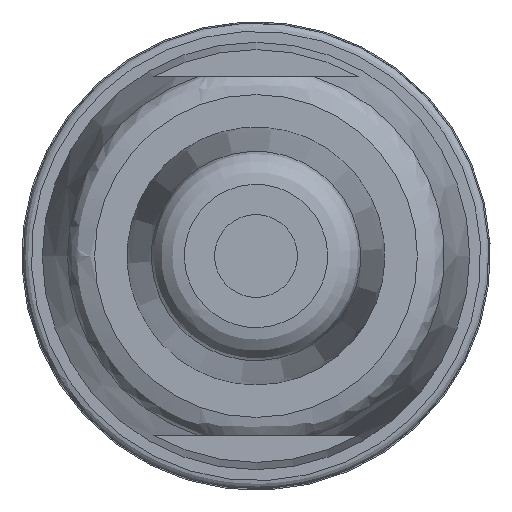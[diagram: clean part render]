
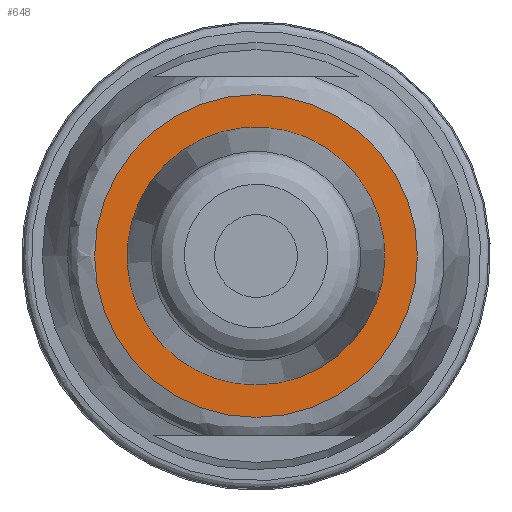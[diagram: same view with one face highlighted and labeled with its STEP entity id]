
A CAD part, front view. The second image highlights one B-rep face of the part: STEP entity #648.
In plain terms, the highlighted planar face has unit normal (0, -1, 0).
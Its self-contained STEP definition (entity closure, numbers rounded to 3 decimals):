
#576=PLANE('',#1957);
#648=ADVANCED_FACE('',(#773,#774),#576,.T.);
#773=FACE_BOUND('',#830,.T.);
#774=FACE_BOUND('',#831,.T.);
#830=EDGE_LOOP('',(#963));
#831=EDGE_LOOP('',(#964));
#963=ORIENTED_EDGE('',*,*,#1625,.F.);
#964=ORIENTED_EDGE('',*,*,#1626,.F.);
#1452=VERTEX_POINT('',#2625);
#1453=VERTEX_POINT('',#2629);
#1625=EDGE_CURVE('',#1452,#1452,#1873,.T.);
#1626=EDGE_CURVE('',#1453,#1453,#1874,.T.);
#1873=CIRCLE('',#1953,4.678);
#1874=CIRCLE('',#1956,5.853);
#1953=AXIS2_PLACEMENT_3D('',#2624,#2139,#2140);
#1956=AXIS2_PLACEMENT_3D('',#2628,#2145,#2146);
#1957=AXIS2_PLACEMENT_3D('',#2630,#2147,#2148);
#2139=DIRECTION('',(0.,-1.,0.));
#2140=DIRECTION('',(0.,0.,-1.));
#2145=DIRECTION('',(0.,1.,0.));
#2146=DIRECTION('',(-1.,0.,0.));
#2147=DIRECTION('',(0.,-1.,0.));
#2148=DIRECTION('',(-1.,0.,0.));
#2624=CARTESIAN_POINT('',(21.985,-55.865,0.));
#2625=CARTESIAN_POINT('',(21.985,-55.865,-4.678));
#2628=CARTESIAN_POINT('',(21.985,-55.865,0.));
#2629=CARTESIAN_POINT('',(16.132,-55.865,0.));
#2630=CARTESIAN_POINT('',(28.423,-55.865,6.438));
